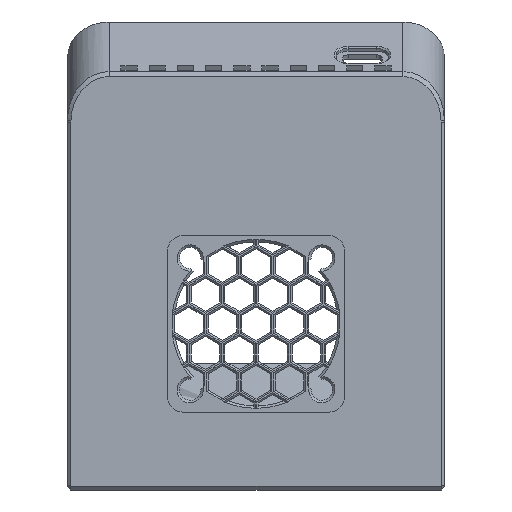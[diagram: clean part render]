
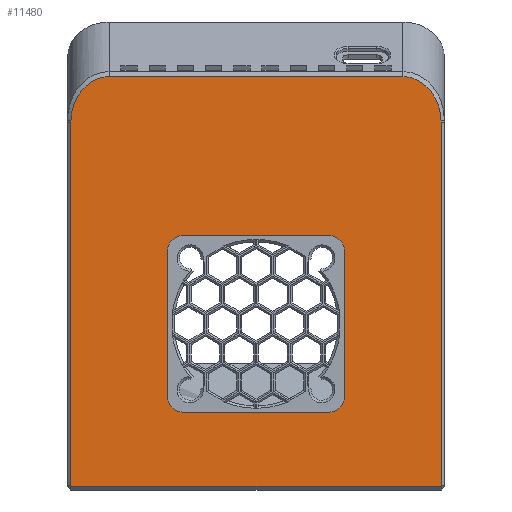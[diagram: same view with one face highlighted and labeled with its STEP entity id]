
A CAD part, left-side view. The second image highlights one B-rep face of the part: STEP entity #11480.
In plain terms, the highlighted face is planar.
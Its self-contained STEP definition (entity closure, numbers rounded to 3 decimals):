
#69=B_SPLINE_CURVE_WITH_KNOTS('',3,(#18186,#18187,#18188,#18189,#18190,
#18191),.UNSPECIFIED.,.F.,.F.,(4,1,1,4),(-1.529,-0.874,
-0.437,0.),.UNSPECIFIED.);
#70=B_SPLINE_CURVE_WITH_KNOTS('',3,(#18193,#18194,#18195,#18196),
 .UNSPECIFIED.,.F.,.F.,(4,4),(-1.571,-1.529),
 .UNSPECIFIED.);
#71=B_SPLINE_CURVE_WITH_KNOTS('',3,(#18201,#18202,#18203,#18204),
 .UNSPECIFIED.,.F.,.F.,(4,4),(-1.613,-1.571),
 .UNSPECIFIED.);
#72=B_SPLINE_CURVE_WITH_KNOTS('',3,(#18205,#18206,#18207,#18208,#18209,
#18210,#18211),.UNSPECIFIED.,.F.,.F.,(4,1,1,1,4),(-3.142,-2.814,
-2.486,-2.05,-1.613),.UNSPECIFIED.);
#306=FACE_BOUND('',#1896,.T.);
#666=PLANE('',#12269);
#1207=FACE_OUTER_BOUND('',#1895,.T.);
#1895=EDGE_LOOP('',(#9810,#9811,#9812,#9813,#9814,#9815,#9816,#9817));
#1896=EDGE_LOOP('',(#9818,#9819,#9820,#9821,#9822,#9823,#9824,#9825));
#3033=LINE('',#18164,#4335);
#3041=LINE('',#18184,#4343);
#3042=LINE('',#18198,#4344);
#3043=LINE('',#18199,#4345);
#3044=LINE('',#18214,#4346);
#3045=LINE('',#18218,#4347);
#3046=LINE('',#18222,#4348);
#3047=LINE('',#18226,#4349);
#4335=VECTOR('',#14493,10.);
#4343=VECTOR('',#14513,10.);
#4344=VECTOR('',#14514,10.);
#4345=VECTOR('',#14515,10.);
#4346=VECTOR('',#14516,10.);
#4347=VECTOR('',#14519,10.);
#4348=VECTOR('',#14522,10.);
#4349=VECTOR('',#14525,10.);
#4853=CIRCLE('',#12270,3.592);
#4854=CIRCLE('',#12271,3.592);
#4855=CIRCLE('',#12272,3.592);
#4856=CIRCLE('',#12273,3.592);
#5649=VERTEX_POINT('',#18161);
#5650=VERTEX_POINT('',#18163);
#5655=VERTEX_POINT('',#18182);
#5656=VERTEX_POINT('',#18183);
#5657=VERTEX_POINT('',#18185);
#5658=VERTEX_POINT('',#18192);
#5659=VERTEX_POINT('',#18197);
#5660=VERTEX_POINT('',#18200);
#5661=VERTEX_POINT('',#18212);
#5662=VERTEX_POINT('',#18213);
#5663=VERTEX_POINT('',#18215);
#5664=VERTEX_POINT('',#18217);
#5665=VERTEX_POINT('',#18219);
#5666=VERTEX_POINT('',#18221);
#5667=VERTEX_POINT('',#18223);
#5668=VERTEX_POINT('',#18225);
#7090=EDGE_CURVE('',#5649,#5650,#3033,.T.);
#7100=EDGE_CURVE('',#5655,#5656,#3041,.T.);
#7101=EDGE_CURVE('',#5657,#5655,#69,.T.);
#7102=EDGE_CURVE('',#5658,#5657,#70,.T.);
#7103=EDGE_CURVE('',#5659,#5658,#3042,.T.);
#7104=EDGE_CURVE('',#5650,#5659,#3043,.T.);
#7105=EDGE_CURVE('',#5660,#5649,#71,.T.);
#7106=EDGE_CURVE('',#5656,#5660,#72,.T.);
#7107=EDGE_CURVE('',#5661,#5662,#3044,.T.);
#7108=EDGE_CURVE('',#5662,#5663,#4853,.T.);
#7109=EDGE_CURVE('',#5663,#5664,#3045,.T.);
#7110=EDGE_CURVE('',#5664,#5665,#4854,.T.);
#7111=EDGE_CURVE('',#5665,#5666,#3046,.T.);
#7112=EDGE_CURVE('',#5666,#5667,#4855,.T.);
#7113=EDGE_CURVE('',#5667,#5668,#3047,.T.);
#7114=EDGE_CURVE('',#5668,#5661,#4856,.T.);
#9810=ORIENTED_EDGE('',*,*,#7100,.F.);
#9811=ORIENTED_EDGE('',*,*,#7101,.F.);
#9812=ORIENTED_EDGE('',*,*,#7102,.F.);
#9813=ORIENTED_EDGE('',*,*,#7103,.F.);
#9814=ORIENTED_EDGE('',*,*,#7104,.F.);
#9815=ORIENTED_EDGE('',*,*,#7090,.F.);
#9816=ORIENTED_EDGE('',*,*,#7105,.F.);
#9817=ORIENTED_EDGE('',*,*,#7106,.F.);
#9818=ORIENTED_EDGE('',*,*,#7107,.T.);
#9819=ORIENTED_EDGE('',*,*,#7108,.T.);
#9820=ORIENTED_EDGE('',*,*,#7109,.T.);
#9821=ORIENTED_EDGE('',*,*,#7110,.T.);
#9822=ORIENTED_EDGE('',*,*,#7111,.T.);
#9823=ORIENTED_EDGE('',*,*,#7112,.T.);
#9824=ORIENTED_EDGE('',*,*,#7113,.T.);
#9825=ORIENTED_EDGE('',*,*,#7114,.T.);
#11480=ADVANCED_FACE('',(#1207,#306),#666,.T.);
#12269=AXIS2_PLACEMENT_3D('',#18181,#14511,#14512);
#12270=AXIS2_PLACEMENT_3D('',#18216,#14517,#14518);
#12271=AXIS2_PLACEMENT_3D('',#18220,#14520,#14521);
#12272=AXIS2_PLACEMENT_3D('',#18224,#14523,#14524);
#12273=AXIS2_PLACEMENT_3D('',#18227,#14526,#14527);
#14493=DIRECTION('',(-0.848,0.,0.53));
#14511=DIRECTION('center_axis',(0.53,0.,
0.848));
#14512=DIRECTION('ref_axis',(-0.848,0.,0.53));
#14513=DIRECTION('',(0.,-1.,0.));
#14514=DIRECTION('',(0.848,0.,-0.53));
#14515=DIRECTION('',(0.,1.,0.));
#14516=DIRECTION('',(-0.848,0.,0.53));
#14517=DIRECTION('center_axis',(-0.53,0.,
-0.848));
#14518=DIRECTION('ref_axis',(0.,-1.,0.));
#14519=DIRECTION('',(0.,1.,0.));
#14520=DIRECTION('center_axis',(-0.53,0.,
-0.848));
#14521=DIRECTION('ref_axis',(-0.848,0.,0.53));
#14522=DIRECTION('',(0.848,0.,-0.53));
#14523=DIRECTION('center_axis',(-0.53,0.,
-0.848));
#14524=DIRECTION('ref_axis',(0.,1.,0.));
#14525=DIRECTION('',(0.,-1.,0.));
#14526=DIRECTION('center_axis',(-0.53,0.,
-0.848));
#14527=DIRECTION('ref_axis',(0.848,0.,-0.53));
#18161=CARTESIAN_POINT('',(28.8,-43.75,2.198));
#18163=CARTESIAN_POINT('',(-46.555,-43.75,49.285));
#18164=CARTESIAN_POINT('',(11.963,-43.75,12.719));
#18181=CARTESIAN_POINT('Origin',(38.9,47.35,-4.113));
#18182=CARTESIAN_POINT('',(38.222,37.25,-3.689));
#18183=CARTESIAN_POINT('',(38.222,-34.45,-3.689));
#18184=CARTESIAN_POINT('',(38.222,42.3,-3.689));
#18185=CARTESIAN_POINT('',(29.2,46.542,1.948));
#18186=CARTESIAN_POINT('Ctrl Pts',(29.2,46.542,1.948));
#18187=CARTESIAN_POINT('Ctrl Pts',(31.278,46.454,0.65));
#18188=CARTESIAN_POINT('Ctrl Pts',(34.675,45.124,-1.473));
#18189=CARTESIAN_POINT('Ctrl Pts',(37.632,41.248,-3.321));
#18190=CARTESIAN_POINT('Ctrl Pts',(38.222,38.583,-3.689));
#18191=CARTESIAN_POINT('Ctrl Pts',(38.222,37.25,-3.689));
#18192=CARTESIAN_POINT('',(28.8,46.55,2.198));
#18193=CARTESIAN_POINT('Ctrl Pts',(28.8,46.55,2.198));
#18194=CARTESIAN_POINT('Ctrl Pts',(28.933,46.55,2.115));
#18195=CARTESIAN_POINT('Ctrl Pts',(29.066,46.547,2.031));
#18196=CARTESIAN_POINT('Ctrl Pts',(29.2,46.542,1.948));
#18197=CARTESIAN_POINT('',(-46.555,46.55,49.285));
#18198=CARTESIAN_POINT('',(-1.795,46.55,21.316));
#18199=CARTESIAN_POINT('',(-46.555,47.35,49.285));
#18200=CARTESIAN_POINT('',(29.2,-43.742,1.948));
#18201=CARTESIAN_POINT('Ctrl Pts',(29.2,-43.742,1.948));
#18202=CARTESIAN_POINT('Ctrl Pts',(29.066,-43.747,2.031));
#18203=CARTESIAN_POINT('Ctrl Pts',(28.933,-43.75,2.115));
#18204=CARTESIAN_POINT('Ctrl Pts',(28.8,-43.75,2.198));
#18205=CARTESIAN_POINT('Ctrl Pts',(38.222,-34.45,-3.689));
#18206=CARTESIAN_POINT('Ctrl Pts',(38.222,-35.45,-3.689));
#18207=CARTESIAN_POINT('Ctrl Pts',(37.892,-37.45,-3.483));
#18208=CARTESIAN_POINT('Ctrl Pts',(36.284,-40.466,-2.479));
#18209=CARTESIAN_POINT('Ctrl Pts',(33.328,-42.951,-0.632));
#18210=CARTESIAN_POINT('Ctrl Pts',(30.585,-43.683,1.082));
#18211=CARTESIAN_POINT('Ctrl Pts',(29.2,-43.742,1.948));
#18212=CARTESIAN_POINT('',(2.297,-20.128,18.758));
#18213=CARTESIAN_POINT('',(-28.124,-20.128,37.768));
#18214=CARTESIAN_POINT('',(5.388,-20.128,16.827));
#18215=CARTESIAN_POINT('',(-31.17,-16.536,39.671));
#18216=CARTESIAN_POINT('Origin',(-28.124,-16.536,37.768));
#18217=CARTESIAN_POINT('',(-31.17,19.336,39.671));
#18218=CARTESIAN_POINT('',(-31.17,33.343,39.671));
#18219=CARTESIAN_POINT('',(-28.124,22.928,37.768));
#18220=CARTESIAN_POINT('Origin',(-28.124,19.336,37.768));
#18221=CARTESIAN_POINT('',(2.297,22.928,18.758));
#18222=CARTESIAN_POINT('',(20.599,22.928,7.323));
#18223=CARTESIAN_POINT('',(5.344,19.336,16.855));
#18224=CARTESIAN_POINT('Origin',(2.297,19.336,18.758));
#18225=CARTESIAN_POINT('',(5.344,-16.536,16.855));
#18226=CARTESIAN_POINT('',(5.344,15.407,16.855));
#18227=CARTESIAN_POINT('Origin',(2.297,-16.536,18.758));
